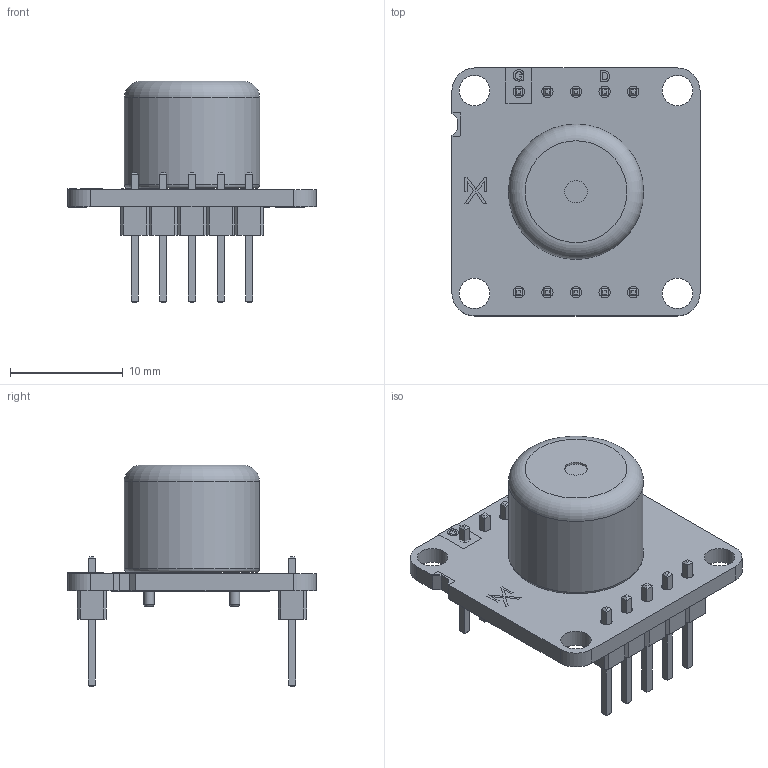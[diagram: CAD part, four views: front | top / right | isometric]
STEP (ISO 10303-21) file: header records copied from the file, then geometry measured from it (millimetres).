
FILE_DESCRIPTION(('KiCad electronic assembly'),'2;1');
FILE_NAME('STP_AX22_0012.step','2025-07-07T20:36:27',('Pcbnew'),('Kicad' ),'Open CASCADE STEP processor 7.8','KiCad to STEP converter', 'Unknown');
FILE_SCHEMA(('AUTOMOTIVE_DESIGN { 1 0 10303 214 1 1 1 1 }'));
Length unit declared in the file: millimetre
Products named in the file (5): STP_AX22_0012 1; Buzzer_12x9.5RM7.6; PinHeader_1x05_P2.54mm_Vertical; AX22_Active-Buzzer_silkscreen; AX22_Active-Buzzer_PCB
Assembly tree (5 placements, depth 2):
  STP_AX22_0012 1
    Buzzer_12x9.5RM7.6
    PinHeader_1x05_P2.54mm_Vertical  x2
    AX22_Active-Buzzer_silkscreen
    AX22_Active-Buzzer_PCB
Bounding box: 22 x 22 x 19.67 mm (x, y, z)
Volume: 1932.7 mm3; surface area: 2248.4 mm2
Topology: 4 solids, 35 shells, 322 faces, 1519 edges, 1259 vertices
Faces by surface type: plane 294, cylinder 24, torus 4
Full cylindrical faces by diameter (mm): 0.9 x2, 1 x12, 2 x1, 2.7 x4, 12 x1
Entity records: 13111 total; most frequent: CARTESIAN_POINT 2502, DIRECTION 1789, ORIENTED_EDGE 1623, EDGE_CURVE 1223, VERTEX_POINT 1075, LINE 1065, VECTOR 1065, AXIS2_PLACEMENT_3D 362
